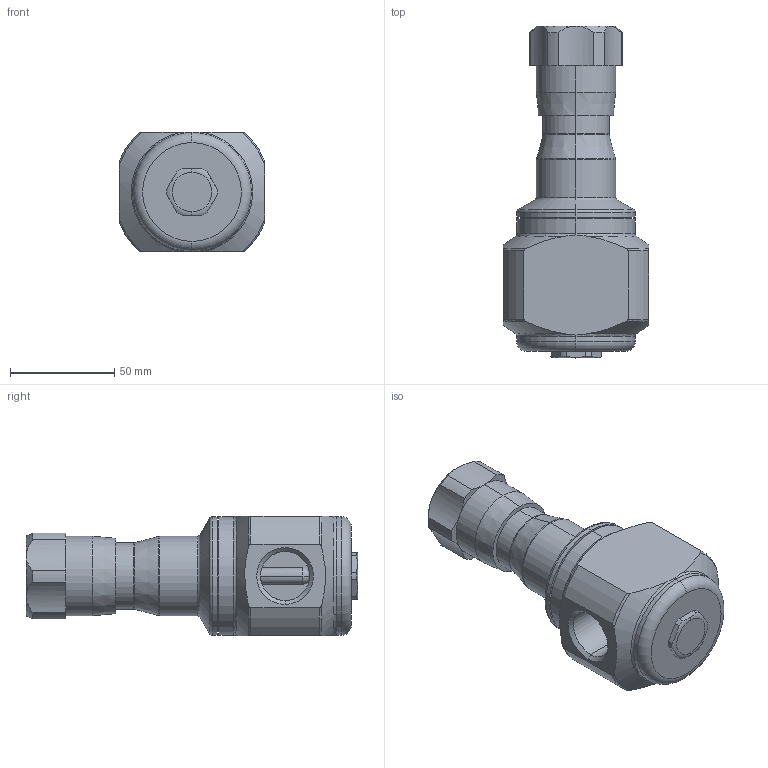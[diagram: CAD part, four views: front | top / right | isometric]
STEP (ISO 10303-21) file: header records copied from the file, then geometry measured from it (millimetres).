
FILE_DESCRIPTION (( 'STEP AP203' ), '1' );
FILE_NAME ('JSR-075-PA.STEP', '2017-06-21T20:42:49', ( '' ), ( '' ), 'SwSTEP 2.0', 'SolidWorks 2014', '' );
FILE_SCHEMA (( 'CONFIG_CONTROL_DESIGN' ));
Length unit declared in the file: inch
Products named in the file (2): JSR-075-PA
Bounding box: 69.49 x 159.06 x 57.15 mm (x, y, z)
Volume: 304358.5 mm3; surface area: 36722.4 mm2
Topology: 1 solids, 1 shells, 133 faces, 316 edges, 192 vertices
Faces by surface type: cylinder 50, cone 29, torus 28, plane 26
Entity records: 4604 total; most frequent: CARTESIAN_POINT 1387, DIRECTION 679, ORIENTED_EDGE 628, EDGE_CURVE 314, AXIS2_PLACEMENT_3D 296, VERTEX_POINT 192, CIRCLE 161, EDGE_LOOP 142
